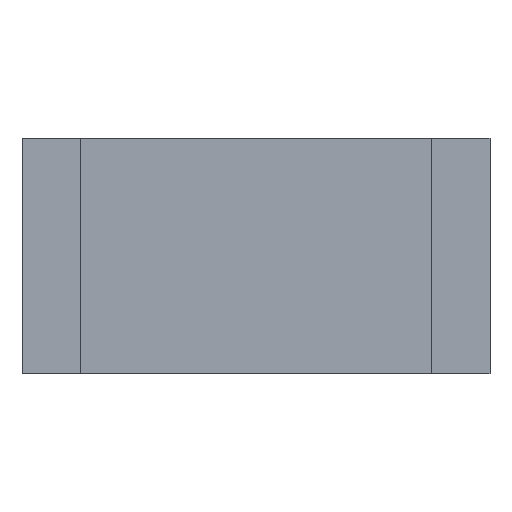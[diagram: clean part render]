
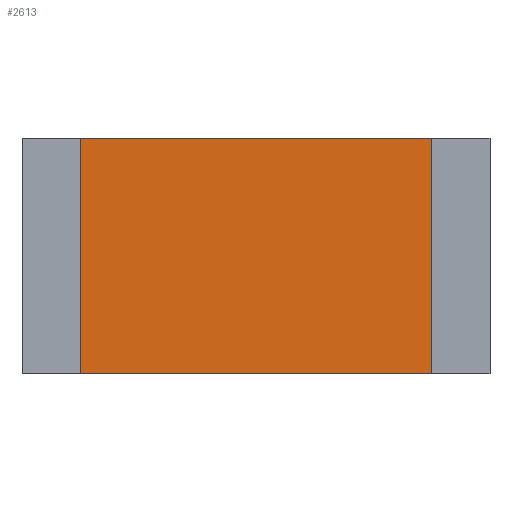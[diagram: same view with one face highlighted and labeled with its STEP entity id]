
A CAD part, front view. The second image highlights one B-rep face of the part: STEP entity #2613.
In plain terms, the highlighted planar face has unit normal (0, -1, 0).
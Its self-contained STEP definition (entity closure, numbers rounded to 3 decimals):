
#290 = LINE ( 'NONE', #3204, #2879 ) ;
#326 = EDGE_LOOP ( 'NONE', ( #484, #3211, #2865, #2110 ) ) ;
#334 = VECTOR ( 'NONE', #2862, 1000. ) ;
#484 = ORIENTED_EDGE ( 'NONE', *, *, #2282, .F. ) ;
#486 = DIRECTION ( 'NONE',  ( 0., -1., 0. ) ) ;
#532 = LINE ( 'NONE', #2947, #2022 ) ;
#606 = FACE_OUTER_BOUND ( 'NONE', #326, .T. ) ;
#757 = CARTESIAN_POINT ( 'NONE',  ( 0., 0., -3.25 ) ) ;
#795 = VECTOR ( 'NONE', #1607, 1000. ) ;
#976 = CARTESIAN_POINT ( 'NONE',  ( 0., 0., 0. ) ) ;
#990 = EDGE_CURVE ( 'NONE', #3416, #1894, #2697, .T. ) ;
#1039 = CARTESIAN_POINT ( 'NONE',  ( 0., 0., -3.25 ) ) ;
#1240 = DIRECTION ( 'NONE',  ( 0., 0., -1. ) ) ;
#1429 = VERTEX_POINT ( 'NONE', #2677 ) ;
#1498 = CARTESIAN_POINT ( 'NONE',  ( 6.284, 0., 0. ) ) ;
#1521 = VERTEX_POINT ( 'NONE', #1498 ) ;
#1551 = EDGE_CURVE ( 'NONE', #3416, #1429, #532, .T. ) ;
#1607 = DIRECTION ( 'NONE',  ( 0., 0., 1. ) ) ;
#1873 = DIRECTION ( 'NONE',  ( 0., 0., 1. ) ) ;
#1894 = VERTEX_POINT ( 'NONE', #2771 ) ;
#1900 = DIRECTION ( 'NONE',  ( 1., 0., 0. ) ) ;
#2022 = VECTOR ( 'NONE', #1900, 1000. ) ;
#2110 = ORIENTED_EDGE ( 'NONE', *, *, #2451, .T. ) ;
#2282 = EDGE_CURVE ( 'NONE', #1894, #1521, #2598, .T. ) ;
#2451 = EDGE_CURVE ( 'NONE', #1429, #1521, #290, .T. ) ;
#2598 = LINE ( 'NONE', #976, #334 ) ;
#2613 = ADVANCED_FACE ( 'NONE', ( #606 ), #3021, .T. ) ;
#2677 = CARTESIAN_POINT ( 'NONE',  ( 6.284, 0., -3.25 ) ) ;
#2697 = LINE ( 'NONE', #3207, #795 ) ;
#2771 = CARTESIAN_POINT ( 'NONE',  ( 0., 0., 0. ) ) ;
#2862 = DIRECTION ( 'NONE',  ( 1., 0., 0. ) ) ;
#2865 = ORIENTED_EDGE ( 'NONE', *, *, #1551, .T. ) ;
#2879 = VECTOR ( 'NONE', #1873, 1000. ) ;
#2947 = CARTESIAN_POINT ( 'NONE',  ( 0., 0., -3.25 ) ) ;
#3021 = PLANE ( 'NONE',  #3273 ) ;
#3204 = CARTESIAN_POINT ( 'NONE',  ( 6.284, 0., -3.25 ) ) ;
#3207 = CARTESIAN_POINT ( 'NONE',  ( 0., 0., -3.25 ) ) ;
#3211 = ORIENTED_EDGE ( 'NONE', *, *, #990, .F. ) ;
#3273 = AXIS2_PLACEMENT_3D ( 'NONE', #757, #486, #1240 ) ;
#3416 = VERTEX_POINT ( 'NONE', #1039 ) ;
